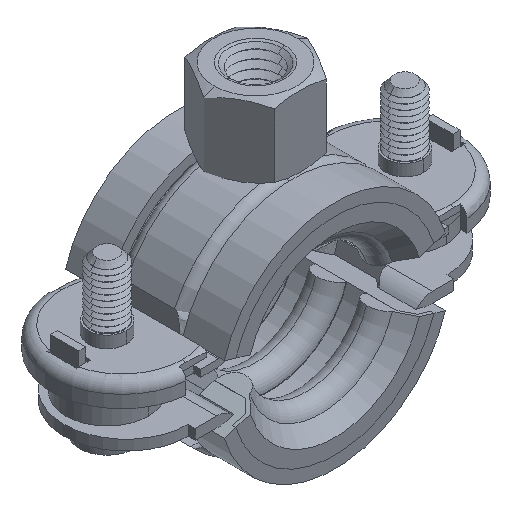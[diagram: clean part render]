
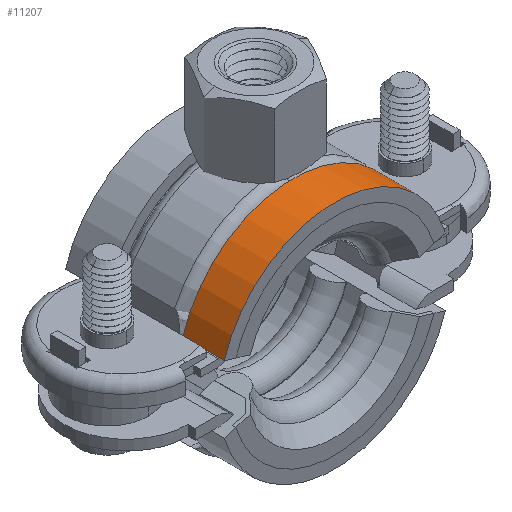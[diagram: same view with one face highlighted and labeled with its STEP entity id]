
A CAD part, isometric view. The second image highlights one B-rep face of the part: STEP entity #11207.
In plain terms, the highlighted cylindrical face has radius 16.75 mm (diameter 33.5 mm), a partial arc.
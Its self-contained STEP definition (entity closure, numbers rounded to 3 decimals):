
#11149=CARTESIAN_POINT('',(134.713,127.51,5.5));
#11150=VERTEX_POINT('',#11149);
#11157=CARTESIAN_POINT('',(166.764,127.51,5.5));
#11158=VERTEX_POINT('',#11157);
#11159=CARTESIAN_POINT('',(150.738,122.637,5.5));
#11160=DIRECTION('',(0.0,0.0,1.0));
#11161=DIRECTION('',(1.0,0.0,0.0));
#11162=AXIS2_PLACEMENT_3D('',#11159,#11160,#11161);
#11163=CIRCLE('',#11162,16.75);
#11164=EDGE_CURVE('',#11158,#11150,#11163,.T.);
#11176=CARTESIAN_POINT('',(150.738,122.637,8.5));
#11177=DIRECTION('',(0.0,0.0,1.0));
#11178=DIRECTION('',(1.0,0.0,0.0));
#11179=AXIS2_PLACEMENT_3D('',#11176,#11177,#11178);
#11180=CYLINDRICAL_SURFACE('',#11179,16.75);
#11181=CARTESIAN_POINT('',(134.713,127.51,11.5));
#11182=VERTEX_POINT('',#11181);
#11183=CARTESIAN_POINT('',(134.713,127.51,5.5));
#11184=DIRECTION('',(0.0,0.0,1.0));
#11185=VECTOR('',#11184,6.);
#11186=LINE('',#11183,#11185);
#11187=EDGE_CURVE('',#11150,#11182,#11186,.T.);
#11188=ORIENTED_EDGE('',*,*,#11187,.T.);
#11189=CARTESIAN_POINT('',(166.764,127.51,11.5));
#11190=VERTEX_POINT('',#11189);
#11191=CARTESIAN_POINT('',(150.738,122.637,11.5));
#11192=DIRECTION('',(0.0,0.0,1.0));
#11193=DIRECTION('',(1.0,0.0,0.0));
#11194=AXIS2_PLACEMENT_3D('',#11191,#11192,#11193);
#11195=CIRCLE('',#11194,16.75);
#11196=EDGE_CURVE('',#11190,#11182,#11195,.T.);
#11197=ORIENTED_EDGE('',*,*,#11196,.F.);
#11198=CARTESIAN_POINT('',(166.764,127.51,5.5));
#11199=DIRECTION('',(0.0,0.0,1.0));
#11200=VECTOR('',#11199,6.);
#11201=LINE('',#11198,#11200);
#11202=EDGE_CURVE('',#11158,#11190,#11201,.T.);
#11203=ORIENTED_EDGE('',*,*,#11202,.F.);
#11204=ORIENTED_EDGE('',*,*,#11164,.T.);
#11205=EDGE_LOOP('',(#11188,#11197,#11203,#11204));
#11206=FACE_OUTER_BOUND('',#11205,.T.);
#11207=ADVANCED_FACE('',(#11206),#11180,.T.);
